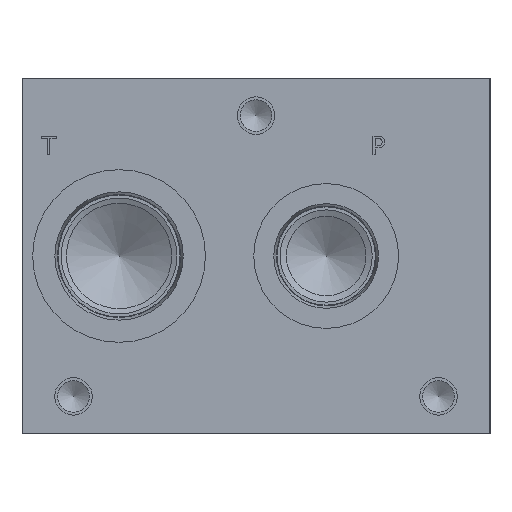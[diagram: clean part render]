
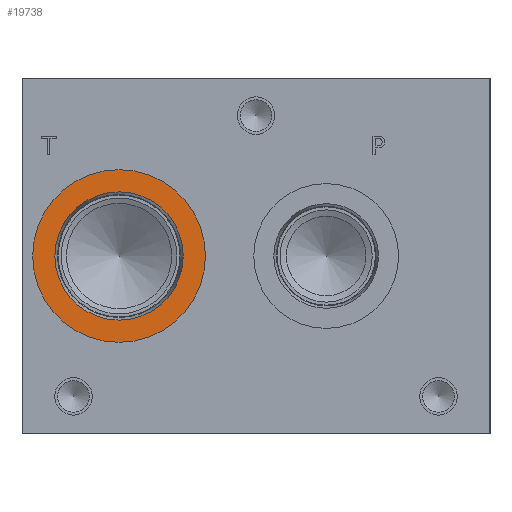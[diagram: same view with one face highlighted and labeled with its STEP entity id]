
A CAD part, left-side view. The second image highlights one B-rep face of the part: STEP entity #19738.
In plain terms, the highlighted planar face has unit normal (-1, 0, 0).
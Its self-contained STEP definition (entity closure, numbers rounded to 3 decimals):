
#471=CIRCLE('',#20768,29.286);
#472=CIRCLE('',#20769,29.286);
#473=CIRCLE('',#20771,21.755);
#474=CIRCLE('',#20772,21.755);
#1167=FACE_BOUND('',#3573,.T.);
#2416=FACE_OUTER_BOUND('',#3572,.T.);
#3572=EDGE_LOOP('',(#15999,#16000));
#3573=EDGE_LOOP('',(#16001,#16002));
#8873=VERTEX_POINT('',#32521);
#8874=VERTEX_POINT('',#32523);
#8875=VERTEX_POINT('',#32527);
#8876=VERTEX_POINT('',#32528);
#11414=EDGE_CURVE('',#8873,#8874,#471,.T.);
#11415=EDGE_CURVE('',#8874,#8873,#472,.T.);
#11416=EDGE_CURVE('',#8875,#8876,#473,.T.);
#11417=EDGE_CURVE('',#8876,#8875,#474,.T.);
#15999=ORIENTED_EDGE('',*,*,#11415,.F.);
#16000=ORIENTED_EDGE('',*,*,#11414,.F.);
#16001=ORIENTED_EDGE('',*,*,#11416,.T.);
#16002=ORIENTED_EDGE('',*,*,#11417,.T.);
#18379=PLANE('',#20770);
#19738=ADVANCED_FACE('',(#2416,#1167),#18379,.F.);
#20768=AXIS2_PLACEMENT_3D('',#32524,#24479,#24480);
#20769=AXIS2_PLACEMENT_3D('',#32525,#24481,#24482);
#20770=AXIS2_PLACEMENT_3D('',#32526,#24483,#24484);
#20771=AXIS2_PLACEMENT_3D('',#32529,#24485,#24486);
#20772=AXIS2_PLACEMENT_3D('',#32530,#24487,#24488);
#24479=DIRECTION('center_axis',(1.,0.,0.));
#24480=DIRECTION('ref_axis',(0.,0.,-1.));
#24481=DIRECTION('center_axis',(1.,0.,0.));
#24482=DIRECTION('ref_axis',(0.,0.,-1.));
#24483=DIRECTION('center_axis',(1.,0.,0.));
#24484=DIRECTION('ref_axis',(0.,0.,-1.));
#24485=DIRECTION('center_axis',(1.,0.,0.));
#24486=DIRECTION('ref_axis',(0.,0.,-1.));
#24487=DIRECTION('center_axis',(1.,0.,0.));
#24488=DIRECTION('ref_axis',(0.,0.,-1.));
#32521=CARTESIAN_POINT('',(0.787,125.832,31.039));
#32523=CARTESIAN_POINT('',(0.787,125.832,89.611));
#32524=CARTESIAN_POINT('Origin',(0.787,125.832,60.325));
#32525=CARTESIAN_POINT('Origin',(0.787,125.832,60.325));
#32526=CARTESIAN_POINT('Origin',(0.787,125.832,82.08));
#32527=CARTESIAN_POINT('',(0.787,125.832,82.08));
#32528=CARTESIAN_POINT('',(0.787,125.832,38.57));
#32529=CARTESIAN_POINT('Origin',(0.787,125.832,60.325));
#32530=CARTESIAN_POINT('Origin',(0.787,125.832,60.325));
